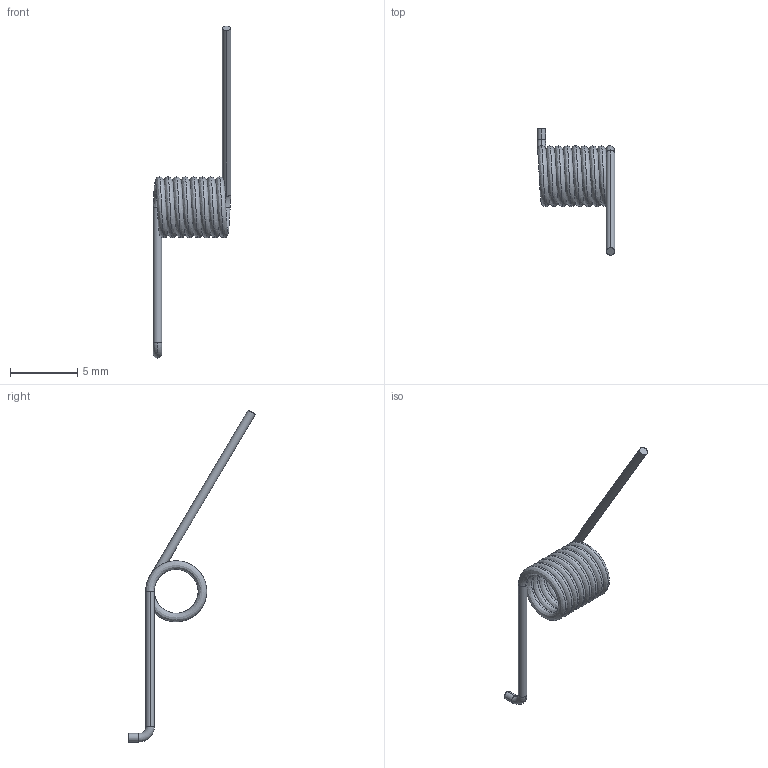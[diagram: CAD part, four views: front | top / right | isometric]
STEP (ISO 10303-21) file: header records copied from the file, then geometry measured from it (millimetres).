
FILE_DESCRIPTION (( 'STEP AP214' ), '1' );
FILE_NAME ('705042_fixed step .STEP', '2023-03-31T12:33:39', ( '' ), ( '' ), 'SwSTEP 2.0', 'SolidWorks 2021', '' );
FILE_SCHEMA (( 'AUTOMOTIVE_DESIGN' ));
Length unit declared in the file: inch
Products named in the file (1): 705042_fixed step 
Bounding box: 5.77 x 9.4 x 24.62 mm (x, y, z)
Volume: 39.6 mm3; surface area: 251.3 mm2
Topology: 3 solids, 3 shells, 20 faces, 40 edges, 26 vertices
Faces by surface type: cylinder 6, plane 6, bspline 6, torus 2
Entity records: 4422 total; most frequent: CARTESIAN_POINT 3971, ORIENTED_EDGE 80, DIRECTION 72, EDGE_CURVE 40, AXIS2_PLACEMENT_3D 33, VERTEX_POINT 26, EDGE_LOOP 22, FACE_OUTER_BOUND 20
